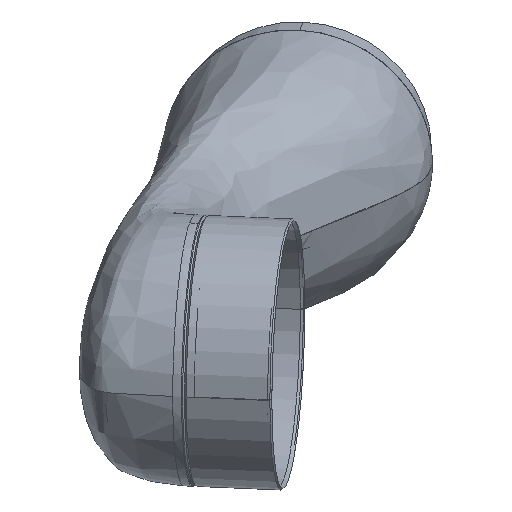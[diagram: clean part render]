
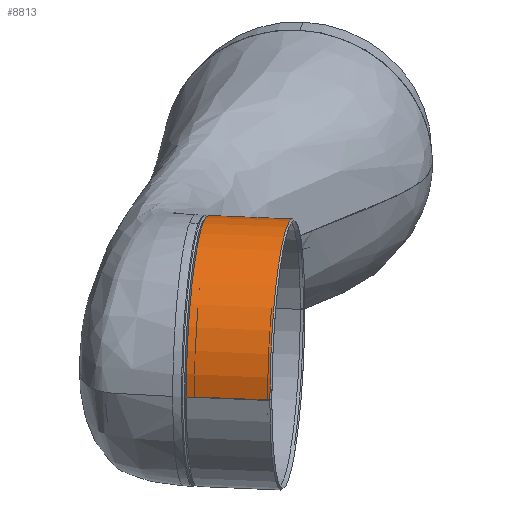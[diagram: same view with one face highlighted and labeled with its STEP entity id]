
A CAD part, left-side view. The second image highlights one B-rep face of the part: STEP entity #8813.
In plain terms, the highlighted cylindrical face has radius 46 mm (diameter 92 mm), a partial arc.
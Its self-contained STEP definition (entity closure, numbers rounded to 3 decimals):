
#157 = EDGE_CURVE ( 'NONE', #12799, #5584, #10275, .T. ) ;
#353 = DIRECTION ( 'NONE',  ( 0., 1., 0. ) ) ;
#487 = DIRECTION ( 'NONE',  ( 0., 1., 0. ) ) ;
#684 = DIRECTION ( 'NONE',  ( 0., 1., 0. ) ) ;
#765 = LINE ( 'NONE', #4856, #11999 ) ;
#1412 = FACE_OUTER_BOUND ( 'NONE', #9979, .T. ) ;
#1596 = VECTOR ( 'NONE', #4888, 1000. ) ;
#1721 = CIRCLE ( 'NONE', #10540, 46. ) ;
#1946 = AXIS2_PLACEMENT_3D ( 'NONE', #11430, #684, #10379 ) ;
#1970 = EDGE_CURVE ( 'NONE', #7184, #2455, #765, .T. ) ;
#2436 = EDGE_CURVE ( 'NONE', #7184, #12799, #8725, .T. ) ;
#2455 = VERTEX_POINT ( 'NONE', #5912 ) ;
#2585 = CARTESIAN_POINT ( 'NONE',  ( 46., 8.4, 0. ) ) ;
#2866 = EDGE_CURVE ( 'NONE', #5584, #2455, #1721, .T. ) ;
#3964 = CARTESIAN_POINT ( 'NONE',  ( 46., -20.8, 0. ) ) ;
#4168 = DIRECTION ( 'NONE',  ( 0., 0., -1. ) ) ;
#4652 = DIRECTION ( 'NONE',  ( -1., 0., 0. ) ) ;
#4856 = CARTESIAN_POINT ( 'NONE',  ( -46., -20.8, 0. ) ) ;
#4888 = DIRECTION ( 'NONE',  ( 0., 1., 0. ) ) ;
#5584 = VERTEX_POINT ( 'NONE', #2585 ) ;
#5720 = CYLINDRICAL_SURFACE ( 'NONE', #9394, 46. ) ;
#5912 = CARTESIAN_POINT ( 'NONE',  ( -46., 8.4, 0. ) ) ;
#5961 = CARTESIAN_POINT ( 'NONE',  ( 46., -20.2, 0. ) ) ;
#6515 = ORIENTED_EDGE ( 'NONE', *, *, #2436, .T. ) ;
#7146 = CARTESIAN_POINT ( 'NONE',  ( 0., 8.4, 0. ) ) ;
#7184 = VERTEX_POINT ( 'NONE', #10866 ) ;
#8098 = ORIENTED_EDGE ( 'NONE', *, *, #1970, .F. ) ;
#8549 = ORIENTED_EDGE ( 'NONE', *, *, #157, .T. ) ;
#8725 = CIRCLE ( 'NONE', #1946, 46. ) ;
#8813 = ADVANCED_FACE ( 'NONE', ( #1412 ), #5720, .T. ) ;
#9394 = AXIS2_PLACEMENT_3D ( 'NONE', #10047, #353, #4652 ) ;
#9556 = DIRECTION ( 'NONE',  ( 0., -1., 0. ) ) ;
#9908 = ORIENTED_EDGE ( 'NONE', *, *, #2866, .T. ) ;
#9979 = EDGE_LOOP ( 'NONE', ( #6515, #8549, #9908, #8098 ) ) ;
#10047 = CARTESIAN_POINT ( 'NONE',  ( 0., -20.8, 0. ) ) ;
#10275 = LINE ( 'NONE', #3964, #1596 ) ;
#10379 = DIRECTION ( 'NONE',  ( 0., 0., -1. ) ) ;
#10540 = AXIS2_PLACEMENT_3D ( 'NONE', #7146, #9556, #4168 ) ;
#10866 = CARTESIAN_POINT ( 'NONE',  ( -46., -20.2, 0. ) ) ;
#11430 = CARTESIAN_POINT ( 'NONE',  ( 0., -20.2, 0. ) ) ;
#11999 = VECTOR ( 'NONE', #487, 1000. ) ;
#12799 = VERTEX_POINT ( 'NONE', #5961 ) ;
